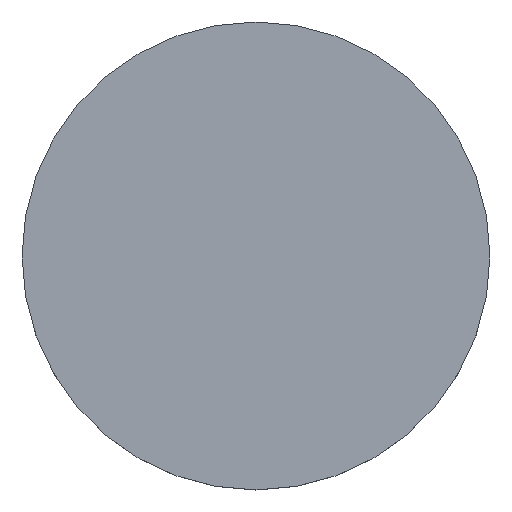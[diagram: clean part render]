
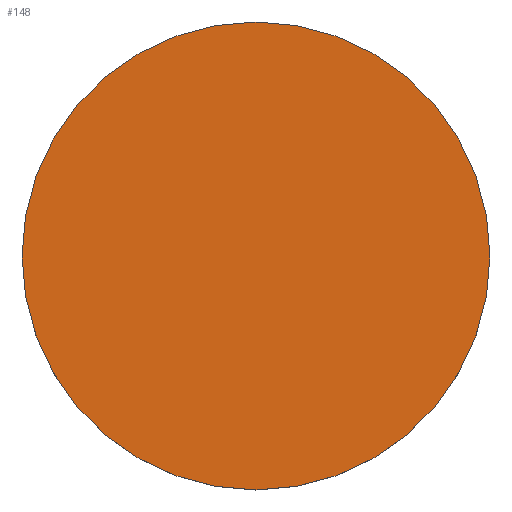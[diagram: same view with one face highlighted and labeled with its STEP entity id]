
A CAD part, top view. The second image highlights one B-rep face of the part: STEP entity #148.
In plain terms, the highlighted planar face has unit normal (0, 0, 1).
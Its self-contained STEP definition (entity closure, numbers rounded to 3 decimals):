
#7 = CIRCLE ( 'NONE', #138, 25. ) ;
#8 = ORIENTED_EDGE ( 'NONE', *, *, #56, .T. ) ;
#11 = CARTESIAN_POINT ( 'NONE',  ( 0., 0., 5. ) ) ;
#16 = ORIENTED_EDGE ( 'NONE', *, *, #142, .T. ) ;
#26 = CARTESIAN_POINT ( 'NONE',  ( 0., 0., 5. ) ) ;
#41 = PLANE ( 'NONE',  #125 ) ;
#48 = CARTESIAN_POINT ( 'NONE',  ( 0., 0., 5. ) ) ;
#51 = AXIS2_PLACEMENT_3D ( 'NONE', #11, #109, #136 ) ;
#52 = VERTEX_POINT ( 'NONE', #81 ) ;
#56 = EDGE_CURVE ( 'NONE', #70, #52, #92, .T. ) ;
#68 = EDGE_LOOP ( 'NONE', ( #16, #8 ) ) ;
#70 = VERTEX_POINT ( 'NONE', #91 ) ;
#76 = DIRECTION ( 'NONE',  ( 1., 0., 0. ) ) ;
#81 = CARTESIAN_POINT ( 'NONE',  ( -25., 0., 5. ) ) ;
#91 = CARTESIAN_POINT ( 'NONE',  ( 25., 0., 5. ) ) ;
#92 = CIRCLE ( 'NONE', #51, 25. ) ;
#106 = FACE_OUTER_BOUND ( 'NONE', #68, .T. ) ;
#109 = DIRECTION ( 'NONE',  ( 0., 0., 1. ) ) ;
#112 = DIRECTION ( 'NONE',  ( 0., 0., 1. ) ) ;
#125 = AXIS2_PLACEMENT_3D ( 'NONE', #26, #167, #76 ) ;
#136 = DIRECTION ( 'NONE',  ( 1., 0., 0. ) ) ;
#138 = AXIS2_PLACEMENT_3D ( 'NONE', #48, #112, #147 ) ;
#142 = EDGE_CURVE ( 'NONE', #52, #70, #7, .T. ) ;
#147 = DIRECTION ( 'NONE',  ( 1., 0., 0. ) ) ;
#148 = ADVANCED_FACE ( 'NONE', ( #106 ), #41, .T. ) ;
#167 = DIRECTION ( 'NONE',  ( 0., 0., 1. ) ) ;
